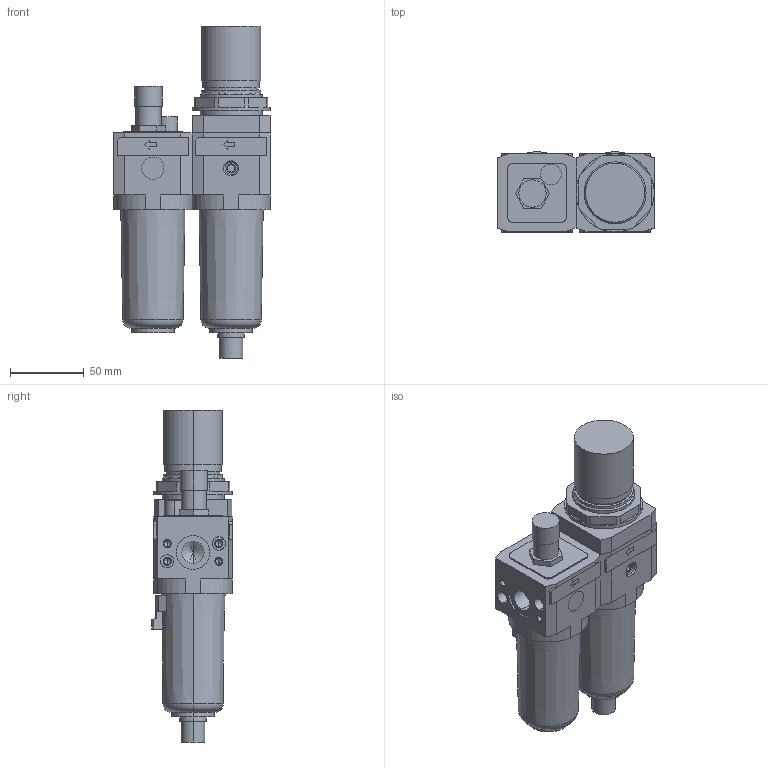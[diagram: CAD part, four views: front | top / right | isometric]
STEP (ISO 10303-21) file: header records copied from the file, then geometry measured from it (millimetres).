
FILE_DESCRIPTION((''),'2;1');
FILE_NAME('17206B_.stp','2003-06-16T14:55:25',('maffial1'),(''),'Autodesk Inventor 7','Autodesk Inventor 7','');
FILE_SCHEMA(('AUTOMOTIVE_DESIGN { 1 0 10303 214 1 1 1 1 }'));
Length unit declared in the file: millimetre
Products named in the file (6): 17206B_; 17204B_; 17204B_(1); RS_1702_12; RK_1701_020; 17203B
Assembly tree (5 placements, depth 3):
  17206B_
    17204B_
      17204B_(1)
      RS_1702_12
      RK_1701_020
    17203B
Bounding box: 106 x 54.39 x 225 mm (x, y, z)
Volume: 617228.8 mm3; surface area: 91221.3 mm2
Topology: 4 solids, 8 shells, 429 faces, 1051 edges, 655 vertices
Faces by surface type: plane 164, bspline 153, cylinder 76, cone 28, torus 8
Entity records: 13791 total; most frequent: CARTESIAN_POINT 3993, ORIENTED_EDGE 2030, DIRECTION 1916, EDGE_CURVE 1015, VECTOR 664, LINE 664, VERTEX_POINT 655, AXIS2_PLACEMENT_3D 626
